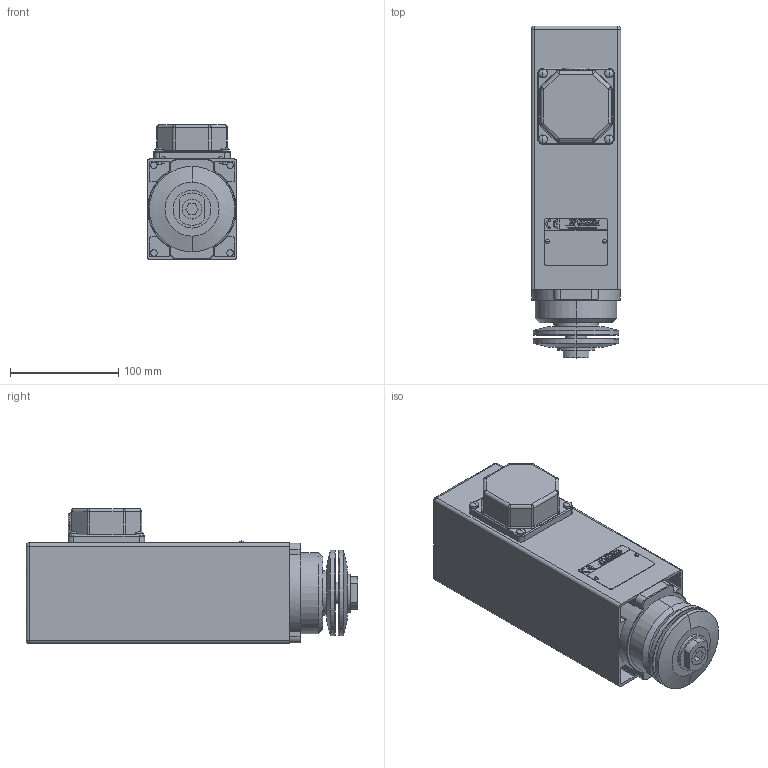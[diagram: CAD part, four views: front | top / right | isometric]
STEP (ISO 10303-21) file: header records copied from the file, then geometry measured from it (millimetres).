
FILE_DESCRIPTION(('HOOPS Exchange Step'),'2;1');
FILE_NAME('export-1ADE4E66-F7AE-4FD2-8A5F-BFB2A55524FA.stp','2023-12-19T16:50:34+01:00',('Gebruiker'),('Alibre'),'HOOPS Exchange 2021.0','Alibre','Unknown authorisation');
FILE_SCHEMA( ('AP242_MANAGED_MODEL_BASED_3D_ENGINEERING_MIM_LF {1 0 10303 442 1 1 4 }') );
Length unit declared in the file: millimetre
Products named in the file (1): 6481 SawMotor C4147-D-SB-BT-1.8kW-RH-12000RPM
Bounding box: 83 x 306.7 x 124.7 mm (x, y, z)
Volume: 1964219.1 mm3; surface area: 201304.6 mm2
Topology: 1 solids, 8 shells, 1463 faces, 3884 edges, 2525 vertices
Faces by surface type: plane 1008, cylinder 313, cone 60, bspline 42, sphere 25, torus 15
Entity records: 47329 total; most frequent: CARTESIAN_POINT 12016, ORIENTED_EDGE 7702, DIRECTION 6345, EDGE_CURVE 3851, VERTEX_POINT 2525, AXIS2_PLACEMENT_3D 2155, VECTOR 2035, LINE 2035
